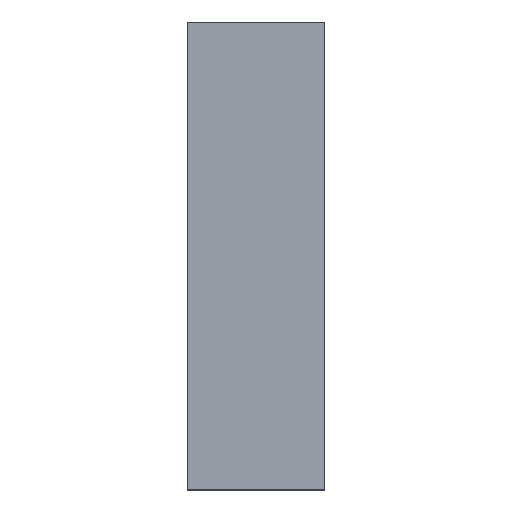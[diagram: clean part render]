
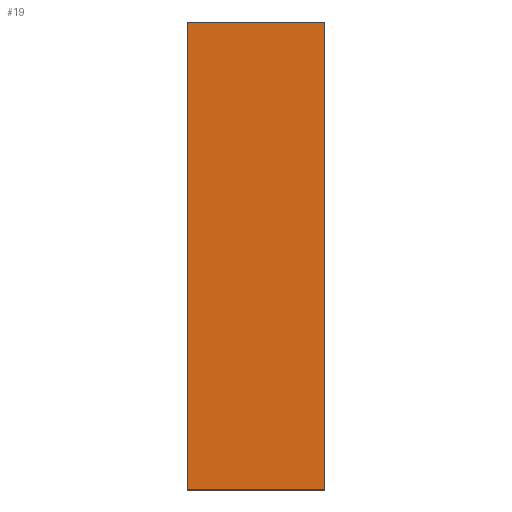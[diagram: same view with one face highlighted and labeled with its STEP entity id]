
A CAD part, top view. The second image highlights one B-rep face of the part: STEP entity #19.
In plain terms, the highlighted planar face has unit normal (0, 0, 1).
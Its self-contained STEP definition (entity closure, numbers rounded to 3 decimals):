
#19=ADVANCED_FACE('',(#25),#61,.T.);
#25=FACE_OUTER_BOUND('',#31,.F.);
#31=EDGE_LOOP('',(#37,#38,#39,#40));
#37=ORIENTED_EDGE('',*,*,#75,.T.);
#38=ORIENTED_EDGE('',*,*,#78,.T.);
#39=ORIENTED_EDGE('',*,*,#77,.T.);
#40=ORIENTED_EDGE('',*,*,#76,.T.);
#61=PLANE('',#148);
#75=EDGE_CURVE('',#118,#117,#87,.T.);
#76=EDGE_CURVE('',#116,#118,#88,.T.);
#77=EDGE_CURVE('',#115,#116,#89,.T.);
#78=EDGE_CURVE('',#117,#115,#90,.T.);
#87=LINE('',#198,#99);
#88=LINE('',#199,#100);
#89=LINE('',#200,#101);
#90=LINE('',#201,#102);
#99=VECTOR('',#160,68.);
#100=VECTOR('',#161,20.);
#101=VECTOR('',#162,68.);
#102=VECTOR('',#163,20.);
#115=VERTEX_POINT('',#194);
#116=VERTEX_POINT('',#195);
#117=VERTEX_POINT('',#196);
#118=VERTEX_POINT('',#197);
#148=AXIS2_PLACEMENT_3D('',#210,#172,#173);
#160=DIRECTION('',(0.,1.,0.));
#161=DIRECTION('',(-1.,0.,0.));
#162=DIRECTION('',(0.,-1.,0.));
#163=DIRECTION('',(1.,0.,0.));
#172=DIRECTION('',(0.,0.,1.));
#173=DIRECTION('',(1.,0.,0.));
#194=CARTESIAN_POINT('',(10.,34.,0.248));
#195=CARTESIAN_POINT('',(10.,-34.,0.248));
#196=CARTESIAN_POINT('',(-10.,34.,0.248));
#197=CARTESIAN_POINT('',(-10.,-34.,0.248));
#198=CARTESIAN_POINT('',(-10.,-34.,0.248));
#199=CARTESIAN_POINT('',(10.,-34.,0.248));
#200=CARTESIAN_POINT('',(10.,34.,0.248));
#201=CARTESIAN_POINT('',(-10.,34.,0.248));
#210=CARTESIAN_POINT('',(-10.68,-34.68,0.248));
